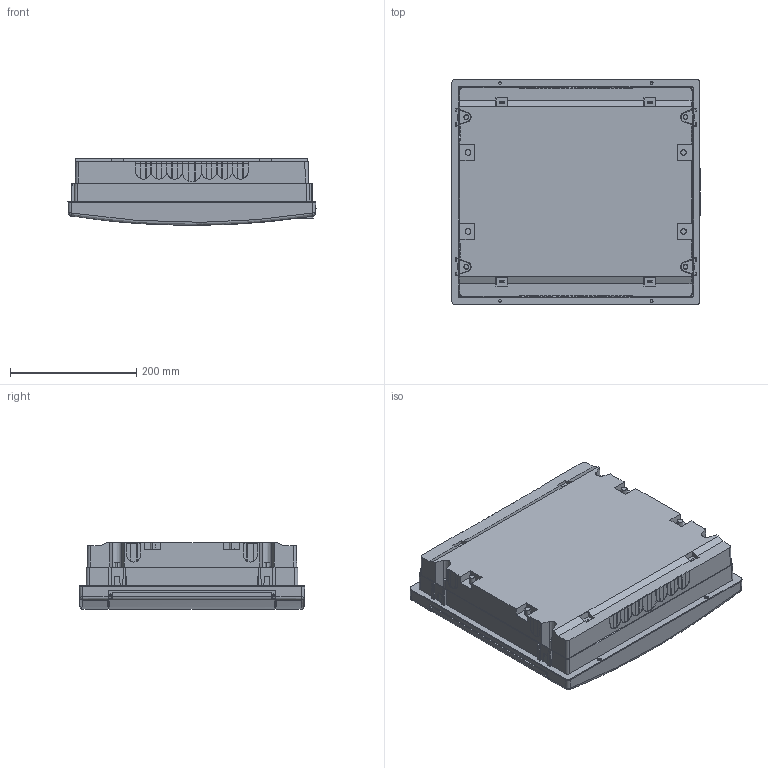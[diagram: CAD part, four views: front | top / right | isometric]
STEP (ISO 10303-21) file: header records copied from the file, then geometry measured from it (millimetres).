
FILE_DESCRIPTION((''),'2;1');
FILE_NAME('001101311_3DFILE_ASM','2024-08-12T14:12:49',('klemen.sitar'),('Audax d.o.o.'),'CREO PARAMETRIC BY PTC INC, 2021304','CREO PARAMETRIC BY PTC INC, 2021304','');
FILE_SCHEMA(('AP242_MANAGED_MODEL_BASED_3D_ENGINEERING_MIM_LF { 1 0 10303 442 1 1 4 }'));
Products named in the file (12): FRONT_ECM_2X18; SCREW_M4X16; ETI_LOGO_1; ETI_LOGO_2; ETI_LOGO_3; ETI_LOGO_ASM; ECM_2X18_PO_MEDIA_ASM; VRATA__N2X18C__1_1; KUCISTE_U2X18C_1; U2X18C_1_ASM_1_ASM; ECM_2X18_PO_ASM; 001101311_3DFILE_ASM
Assembly tree (14 placements, depth 4):
  001101311_3DFILE_ASM
    ECM_2X18_PO_MEDIA_ASM
      FRONT_ECM_2X18
      SCREW_M4X16  x4
      ETI_LOGO_ASM
        ETI_LOGO_1
        ETI_LOGO_2
        ETI_LOGO_3
    ECM_2X18_PO_ASM
      U2X18C_1_ASM_1_ASM
        VRATA__N2X18C__1_1
        KUCISTE_U2X18C_1
Bounding box: 392.64 x 356.96 x 105.8 mm (x, y, z)
Volume: 1009354.2 mm3; surface area: 983156 mm2
Topology: 10 solids, 10 shells, 2101 faces, 6003 edges, 3969 vertices
Faces by surface type: plane 1365, cylinder 516, cone 162, torus 38, sphere 12, bspline 6, extrusion 2
Entity records: 99463 total; most frequent: CARTESIAN_POINT 13985, ORIENTED_EDGE 11470, DIRECTION 10761, PRESENTATION_STYLE_ASSIGNMENT 7734, STYLED_ITEM 7734, CURVE_STYLE 5737, EDGE_CURVE 5735, VECTOR 3981
